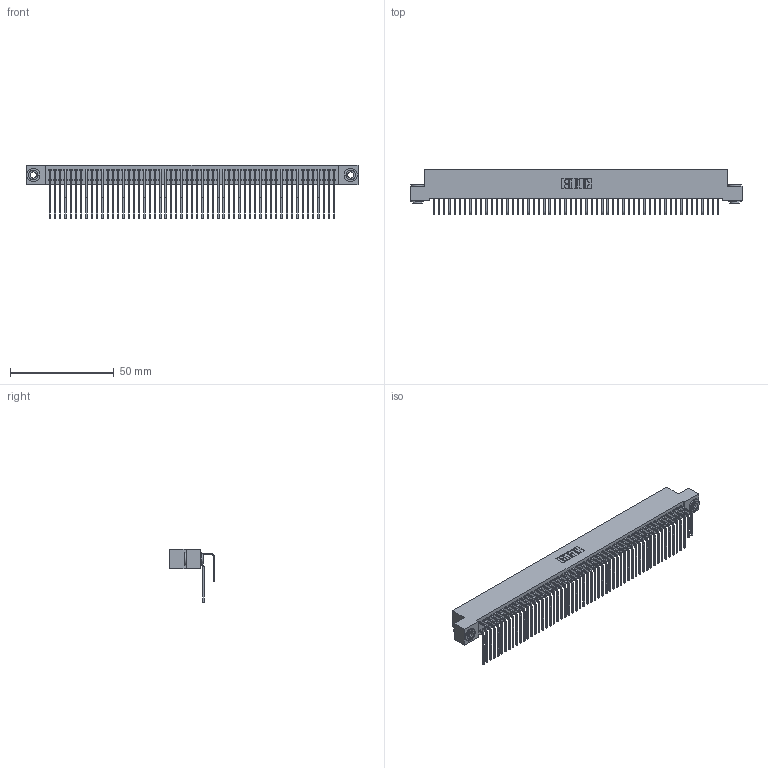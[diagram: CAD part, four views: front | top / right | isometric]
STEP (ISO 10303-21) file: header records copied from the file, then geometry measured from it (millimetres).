
FILE_DESCRIPTION (( 'STEP AP203' ), '1' );
FILE_NAME ('342-110-558-203.STEP', '2018-08-14T11:47:05', ( '' ), ( '' ), 'SwSTEP 2.0', 'SolidWorks 2016', '' );
FILE_SCHEMA (( 'CONFIG_CONTROL_DESIGN' ));
Length unit declared in the file: inch
Products named in the file (5): 342-250-002_345-250-002-102; 342-110-558-203; 342 Part_.156 TH; 345-292-001_558 559 Tail - 1; 345-292-001_558 Tail - 2
Assembly tree (113 placements, depth 2):
  342-110-558-203
    342 Part_.156 TH
    345-292-001_558 559 Tail - 1  x55
    345-292-001_558 Tail - 2  x55
    342-250-002_345-250-002-102  x2
Bounding box: 160.02 x 21.91 x 25.78 mm (x, y, z)
Volume: 15096.7 mm3; surface area: 27978.6 mm2
Topology: 113 solids, 113 shells, 6088 faces, 18085 edges, 11906 vertices
Faces by surface type: plane 4256, cylinder 1824, cone 8
Entity records: 36004 total; most frequent: CARTESIAN_POINT 5976, ORIENTED_EDGE 5854, DIRECTION 5097, EDGE_CURVE 2927, LINE 2735, VECTOR 2735, VERTEX_POINT 1946, AXIS2_PLACEMENT_3D 1181
